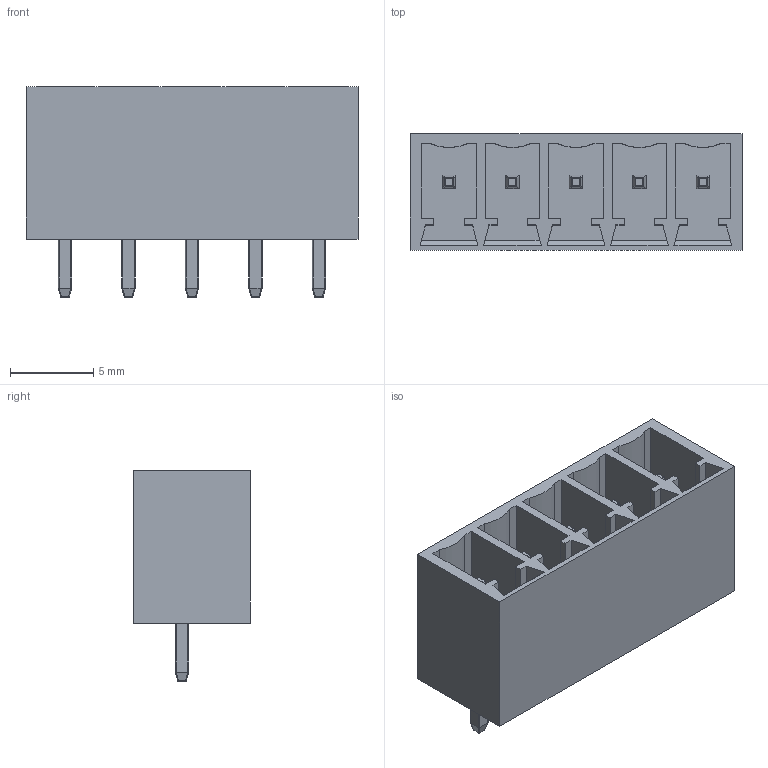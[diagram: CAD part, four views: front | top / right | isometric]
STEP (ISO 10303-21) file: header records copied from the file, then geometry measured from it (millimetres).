
FILE_DESCRIPTION (( 'STEP AP214' ), '1' );
FILE_NAME ('CONN-TH_WJ3.81-LI-5P-15.step', '2022-08-08T03:37:07', ( '' ), ( '' ), 'SwSTEP 2.0', 'SolidWorks 2020', '' );
FILE_SCHEMA (( 'AUTOMOTIVE_DESIGN' ));
Length unit declared in the file: millimetre
Products named in the file (1): CONN-TH_WJ3.81-LI-5P-15
Bounding box: 19.93 x 7 x 12.65 mm (x, y, z)
Volume: 618.9 mm3; surface area: 1767.5 mm2
Topology: 14 solids, 14 shells, 962 faces, 2502 edges, 1628 vertices
Faces by surface type: plane 629, bspline 168, cylinder 125, sphere 40
Entity records: 43715 total; most frequent: CARTESIAN_POINT 10689, ORIENTED_EDGE 5004, DIRECTION 3852, EDGE_CURVE 2502, LINE 1862, VECTOR 1862, VERTEX_POINT 1628, EDGE_LOOP 1034
